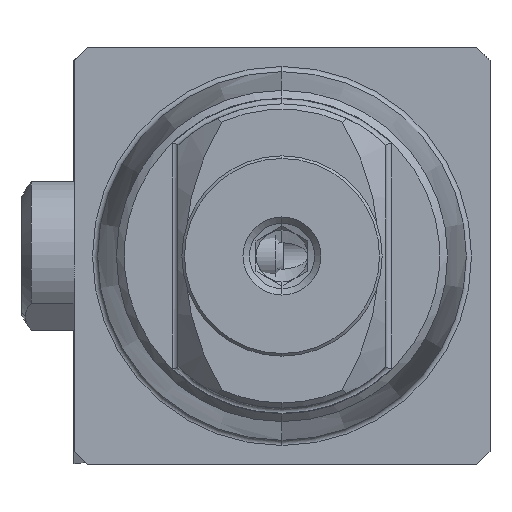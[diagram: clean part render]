
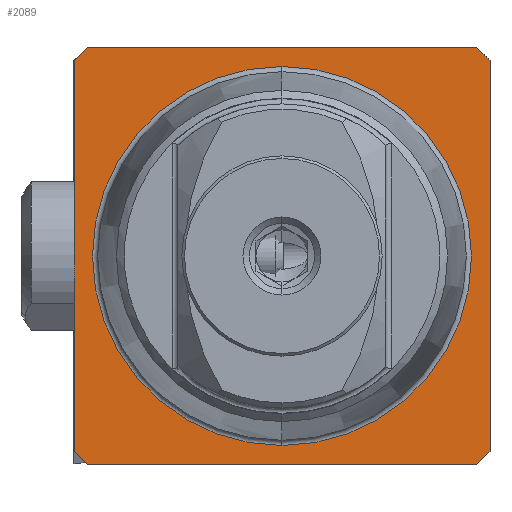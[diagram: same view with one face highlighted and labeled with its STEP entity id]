
A CAD part, left-side view. The second image highlights one B-rep face of the part: STEP entity #2089.
In plain terms, the highlighted planar face has unit normal (-1, 0, 0).
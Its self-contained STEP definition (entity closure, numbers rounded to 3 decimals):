
#81 = ORIENTED_EDGE ( 'NONE', *, *, #3050, .T. ) ;
#172 = CARTESIAN_POINT ( 'NONE',  ( 0., 8., 7.5 ) ) ;
#229 = ORIENTED_EDGE ( 'NONE', *, *, #5460, .T. ) ;
#262 = VECTOR ( 'NONE', #4369, 1000. ) ;
#403 = ORIENTED_EDGE ( 'NONE', *, *, #3138, .F. ) ;
#785 = LINE ( 'NONE', #4842, #2939 ) ;
#968 = CARTESIAN_POINT ( 'NONE',  ( 0., 8., 7.5 ) ) ;
#999 = FACE_BOUND ( 'NONE', #8172, .T. ) ;
#1133 = VERTEX_POINT ( 'NONE', #8189 ) ;
#1215 = VERTEX_POINT ( 'NONE', #1836 ) ;
#1350 = VECTOR ( 'NONE', #2585, 1000. ) ;
#1755 = CARTESIAN_POINT ( 'NONE',  ( 0., 7.5, -8. ) ) ;
#1836 = CARTESIAN_POINT ( 'NONE',  ( 0., 0., 7.287 ) ) ;
#2089 = ADVANCED_FACE ( 'NONE', ( #999, #3675 ), #6401, .F. ) ;
#2091 = VECTOR ( 'NONE', #4393, 1000. ) ;
#2122 = CARTESIAN_POINT ( 'NONE',  ( 0., 7.5, -8. ) ) ;
#2237 = DIRECTION ( 'NONE',  ( -1., 0., 0. ) ) ;
#2281 = DIRECTION ( 'NONE',  ( 0., 0., 1. ) ) ;
#2286 = VERTEX_POINT ( 'NONE', #3826 ) ;
#2575 = ORIENTED_EDGE ( 'NONE', *, *, #4910, .F. ) ;
#2577 = EDGE_CURVE ( 'NONE', #8825, #1215, #7880, .T. ) ;
#2585 = DIRECTION ( 'NONE',  ( 0., 0., -1. ) ) ;
#2728 = DIRECTION ( 'NONE',  ( 0., -1., 0. ) ) ;
#2766 = EDGE_CURVE ( 'NONE', #1215, #8825, #4365, .T. ) ;
#2770 = LINE ( 'NONE', #172, #7362 ) ;
#2888 = CARTESIAN_POINT ( 'NONE',  ( 0., 7.287, 0. ) ) ;
#2900 = DIRECTION ( 'NONE',  ( 0., 0.707, -0.707 ) ) ;
#2939 = VECTOR ( 'NONE', #6993, 1000. ) ;
#3050 = EDGE_CURVE ( 'NONE', #7417, #2286, #5056, .T. ) ;
#3086 = VECTOR ( 'NONE', #7387, 1000. ) ;
#3118 = DIRECTION ( 'NONE',  ( -1., 0., 0. ) ) ;
#3138 = EDGE_CURVE ( 'NONE', #6293, #6927, #4655, .T. ) ;
#3241 = CARTESIAN_POINT ( 'NONE',  ( 0., -8., 7.5 ) ) ;
#3366 = VECTOR ( 'NONE', #7204, 1000. ) ;
#3396 = LINE ( 'NONE', #5490, #6415 ) ;
#3468 = CARTESIAN_POINT ( 'NONE',  ( 0., 7.5, 8. ) ) ;
#3675 = FACE_OUTER_BOUND ( 'NONE', #8816, .T. ) ;
#3722 = LINE ( 'NONE', #1755, #3366 ) ;
#3731 = EDGE_CURVE ( 'NONE', #7417, #3899, #7357, .T. ) ;
#3826 = CARTESIAN_POINT ( 'NONE',  ( 0., -7.5, 8. ) ) ;
#3884 = AXIS2_PLACEMENT_3D ( 'NONE', #2888, #8327, #5858 ) ;
#3899 = VERTEX_POINT ( 'NONE', #4260 ) ;
#3983 = ORIENTED_EDGE ( 'NONE', *, *, #6924, .T. ) ;
#4041 = CARTESIAN_POINT ( 'NONE',  ( 0., 8., 0. ) ) ;
#4260 = CARTESIAN_POINT ( 'NONE',  ( 0., -8., -7.5 ) ) ;
#4365 = CIRCLE ( 'NONE', #8503, 7.287 ) ;
#4369 = DIRECTION ( 'NONE',  ( 0., -0.707, 0.707 ) ) ;
#4393 = DIRECTION ( 'NONE',  ( 0., 0.707, 0.707 ) ) ;
#4655 = LINE ( 'NONE', #4041, #3086 ) ;
#4750 = CARTESIAN_POINT ( 'NONE',  ( 0., 8., -7.5 ) ) ;
#4842 = CARTESIAN_POINT ( 'NONE',  ( 0., 7.287, -8. ) ) ;
#4910 = EDGE_CURVE ( 'NONE', #1133, #7490, #785, .T. ) ;
#4970 = CARTESIAN_POINT ( 'NONE',  ( 0., 0., -7.287 ) ) ;
#5019 = EDGE_CURVE ( 'NONE', #6293, #7490, #3722, .T. ) ;
#5034 = LINE ( 'NONE', #7760, #262 ) ;
#5056 = LINE ( 'NONE', #8601, #2091 ) ;
#5460 = EDGE_CURVE ( 'NONE', #8751, #6927, #2770, .T. ) ;
#5462 = ORIENTED_EDGE ( 'NONE', *, *, #3731, .F. ) ;
#5490 = CARTESIAN_POINT ( 'NONE',  ( 0., 7.287, 8. ) ) ;
#5627 = CARTESIAN_POINT ( 'NONE',  ( 0., 0., 0. ) ) ;
#5826 = CARTESIAN_POINT ( 'NONE',  ( 0., -8., 0. ) ) ;
#5858 = DIRECTION ( 'NONE',  ( 0., 0., -1. ) ) ;
#6015 = ORIENTED_EDGE ( 'NONE', *, *, #2766, .F. ) ;
#6293 = VERTEX_POINT ( 'NONE', #4750 ) ;
#6401 = PLANE ( 'NONE',  #3884 ) ;
#6415 = VECTOR ( 'NONE', #2728, 1000. ) ;
#6474 = ORIENTED_EDGE ( 'NONE', *, *, #2577, .F. ) ;
#6745 = CARTESIAN_POINT ( 'NONE',  ( 0., 0., 0. ) ) ;
#6924 = EDGE_CURVE ( 'NONE', #1133, #3899, #5034, .T. ) ;
#6927 = VERTEX_POINT ( 'NONE', #968 ) ;
#6993 = DIRECTION ( 'NONE',  ( 0., 1., 0. ) ) ;
#7204 = DIRECTION ( 'NONE',  ( 0., -0.707, -0.707 ) ) ;
#7357 = LINE ( 'NONE', #5826, #1350 ) ;
#7362 = VECTOR ( 'NONE', #2900, 1000. ) ;
#7387 = DIRECTION ( 'NONE',  ( 0., 0., 1. ) ) ;
#7417 = VERTEX_POINT ( 'NONE', #3241 ) ;
#7490 = VERTEX_POINT ( 'NONE', #2122 ) ;
#7760 = CARTESIAN_POINT ( 'NONE',  ( 0., -8., -7.5 ) ) ;
#7776 = ORIENTED_EDGE ( 'NONE', *, *, #5019, .T. ) ;
#7845 = ORIENTED_EDGE ( 'NONE', *, *, #8316, .F. ) ;
#7880 = CIRCLE ( 'NONE', #8309, 7.287 ) ;
#8078 = DIRECTION ( 'NONE',  ( 0., 0., 1. ) ) ;
#8172 = EDGE_LOOP ( 'NONE', ( #6015, #6474 ) ) ;
#8189 = CARTESIAN_POINT ( 'NONE',  ( 0., -7.5, -8. ) ) ;
#8309 = AXIS2_PLACEMENT_3D ( 'NONE', #5627, #2237, #2281 ) ;
#8316 = EDGE_CURVE ( 'NONE', #8751, #2286, #3396, .T. ) ;
#8327 = DIRECTION ( 'NONE',  ( 1., 0., 0. ) ) ;
#8503 = AXIS2_PLACEMENT_3D ( 'NONE', #6745, #3118, #8078 ) ;
#8601 = CARTESIAN_POINT ( 'NONE',  ( 0., -7.5, 8. ) ) ;
#8751 = VERTEX_POINT ( 'NONE', #3468 ) ;
#8816 = EDGE_LOOP ( 'NONE', ( #403, #7776, #2575, #3983, #5462, #81, #7845, #229 ) ) ;
#8825 = VERTEX_POINT ( 'NONE', #4970 ) ;
